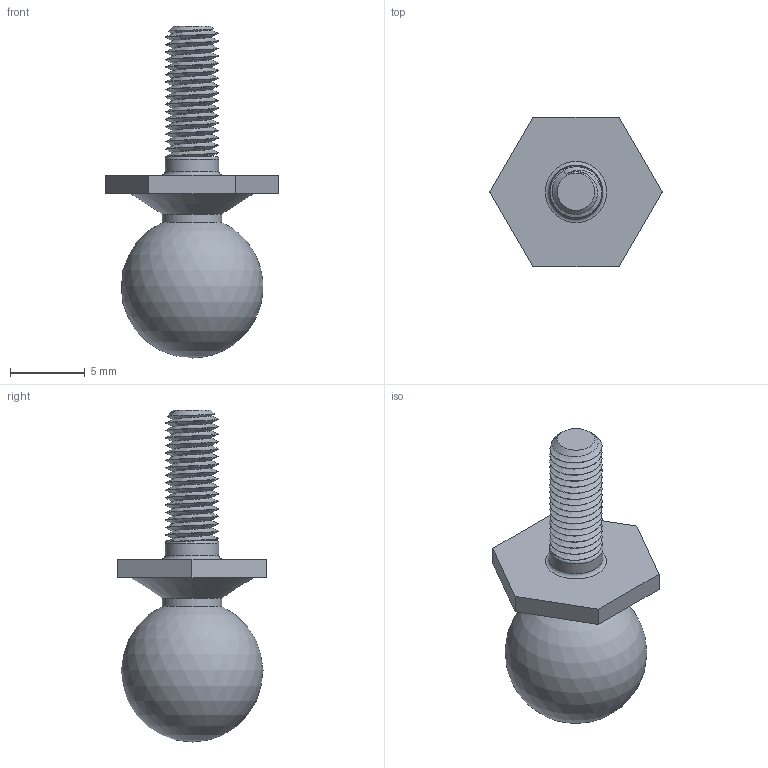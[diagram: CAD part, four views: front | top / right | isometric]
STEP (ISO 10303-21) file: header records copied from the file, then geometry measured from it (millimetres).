
FILE_DESCRIPTION(/* description */ ('Alibre Inc.'),/* implementation_level */ '2;1');
FILE_NAME(/* name */ 'export0',/* time_stamp */ '2015-07-05T22:47:50+12:00',/* author */ (''),/* organization */ (''),/* preprocessor_version */ 'ST-DEVELOPER v14',/* originating_system */ 'Alibre',/* authorisation */ '');
FILE_SCHEMA (('CONFIG_CONTROL_DESIGN'));
Length unit declared in the file: centimetre
Products named in the file (1): DBS-0.375-10L-HEX
Bounding box: 11.55 x 10 x 22.25 mm (x, y, z)
Volume: 684.7 mm3; surface area: 664.6 mm2
Topology: 1 solids, 1 shells, 21 faces, 51 edges, 33 vertices
Faces by surface type: plane 10, cylinder 3, cone 3, torus 2, bspline 2, sphere 1
Full cylindrical faces by diameter (mm): 3.6 x1, 4 x1
Entity records: 3815 total; most frequent: CARTESIAN_POINT 3333, ORIENTED_EDGE 78, DIRECTION 62, EDGE_CURVE 39, VERTEX_POINT 29, EDGE_LOOP 28, FACE_BOUND 28, AXIS2_PLACEMENT_3D 28
